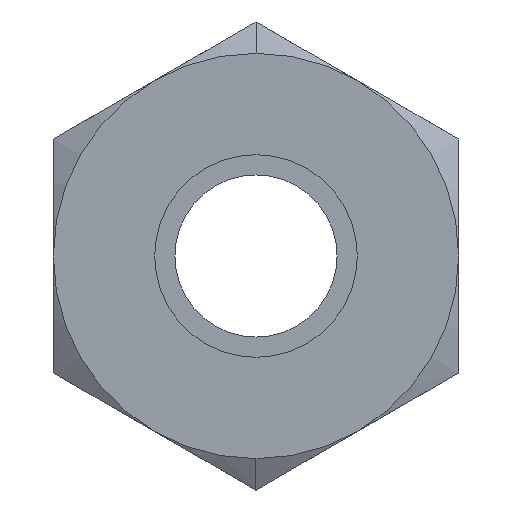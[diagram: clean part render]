
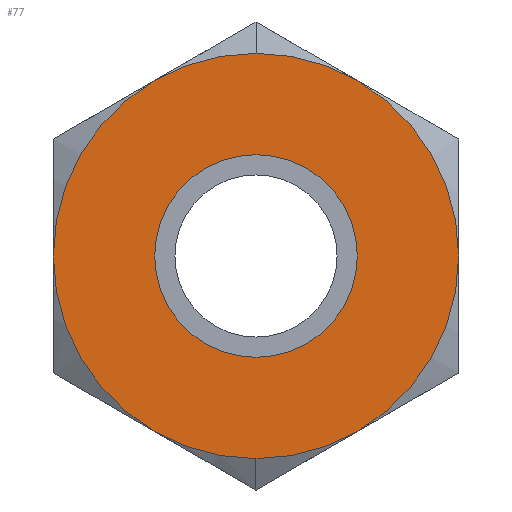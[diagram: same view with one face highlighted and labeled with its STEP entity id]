
A CAD part, left-side view. The second image highlights one B-rep face of the part: STEP entity #77.
In plain terms, the highlighted planar face has unit normal (-1, 0, 0).
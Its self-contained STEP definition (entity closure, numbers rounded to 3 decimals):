
#77 = ADVANCED_FACE ( 'NONE', ( #327, #4273 ), #6616, .T. ) ;
#212 = CIRCLE ( 'NONE', #1883, 4. ) ;
#327 = FACE_BOUND ( 'NONE', #7226, .T. ) ;
#555 = AXIS2_PLACEMENT_3D ( 'NONE', #896, #3758, #5001 ) ;
#706 = CARTESIAN_POINT ( 'NONE',  ( 0., 0., 4. ) ) ;
#775 = DIRECTION ( 'NONE',  ( 0., 0., 1. ) ) ;
#896 = CARTESIAN_POINT ( 'NONE',  ( 0., 0., 4. ) ) ;
#1052 = AXIS2_PLACEMENT_3D ( 'NONE', #1253, #3542, #5877 ) ;
#1125 = VERTEX_POINT ( 'NONE', #1559 ) ;
#1139 = VERTEX_POINT ( 'NONE', #1775 ) ;
#1253 = CARTESIAN_POINT ( 'NONE',  ( 0., 0., 0. ) ) ;
#1505 = EDGE_CURVE ( 'NONE', #1125, #1139, #2698, .T. ) ;
#1559 = CARTESIAN_POINT ( 'NONE',  ( 0., 0., -8. ) ) ;
#1744 = AXIS2_PLACEMENT_3D ( 'NONE', #2600, #4920, #775 ) ;
#1775 = CARTESIAN_POINT ( 'NONE',  ( 0., 0., 8. ) ) ;
#1883 = AXIS2_PLACEMENT_3D ( 'NONE', #4153, #2438, #3781 ) ;
#2301 = EDGE_CURVE ( 'NONE', #1139, #1125, #4274, .T. ) ;
#2438 = DIRECTION ( 'NONE',  ( 1., 0., 0. ) ) ;
#2600 = CARTESIAN_POINT ( 'NONE',  ( 0., 0., 0. ) ) ;
#2698 = CIRCLE ( 'NONE', #2935, 8. ) ;
#2844 = ORIENTED_EDGE ( 'NONE', *, *, #2301, .F. ) ;
#2901 = DIRECTION ( 'NONE',  ( 0., 0., -1. ) ) ;
#2935 = AXIS2_PLACEMENT_3D ( 'NONE', #5895, #3442, #2901 ) ;
#3442 = DIRECTION ( 'NONE',  ( 1., 0., 0. ) ) ;
#3542 = DIRECTION ( 'NONE',  ( 1., 0., 0. ) ) ;
#3758 = DIRECTION ( 'NONE',  ( -1., 0., 0. ) ) ;
#3781 = DIRECTION ( 'NONE',  ( 0., 0., -1. ) ) ;
#4153 = CARTESIAN_POINT ( 'NONE',  ( 0., 0., 0. ) ) ;
#4273 = FACE_OUTER_BOUND ( 'NONE', #6492, .T. ) ;
#4274 = CIRCLE ( 'NONE', #1744, 8. ) ;
#4461 = ORIENTED_EDGE ( 'NONE', *, *, #6586, .T. ) ;
#4920 = DIRECTION ( 'NONE',  ( 1., 0., 0. ) ) ;
#5001 = DIRECTION ( 'NONE',  ( 0., 0., 1. ) ) ;
#5083 = VERTEX_POINT ( 'NONE', #706 ) ;
#5185 = ORIENTED_EDGE ( 'NONE', *, *, #1505, .F. ) ;
#5313 = VERTEX_POINT ( 'NONE', #6155 ) ;
#5445 = EDGE_CURVE ( 'NONE', #5083, #5313, #6731, .T. ) ;
#5877 = DIRECTION ( 'NONE',  ( 0., 0., 1. ) ) ;
#5895 = CARTESIAN_POINT ( 'NONE',  ( 0., 0., 0. ) ) ;
#6155 = CARTESIAN_POINT ( 'NONE',  ( 0., 0., -4. ) ) ;
#6258 = ORIENTED_EDGE ( 'NONE', *, *, #5445, .T. ) ;
#6492 = EDGE_LOOP ( 'NONE', ( #2844, #5185 ) ) ;
#6586 = EDGE_CURVE ( 'NONE', #5313, #5083, #212, .T. ) ;
#6616 = PLANE ( 'NONE',  #555 ) ;
#6731 = CIRCLE ( 'NONE', #1052, 4. ) ;
#7226 = EDGE_LOOP ( 'NONE', ( #4461, #6258 ) ) ;
